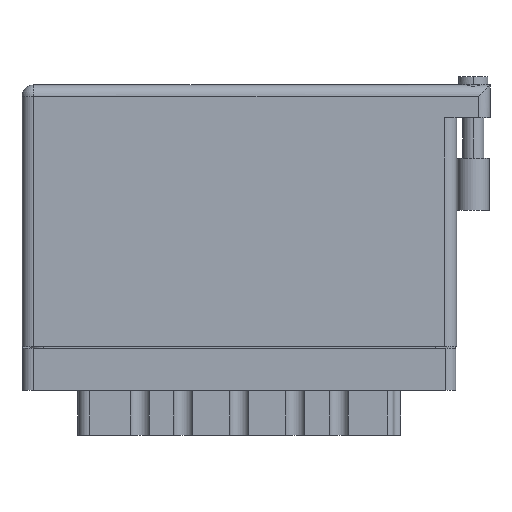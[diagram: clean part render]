
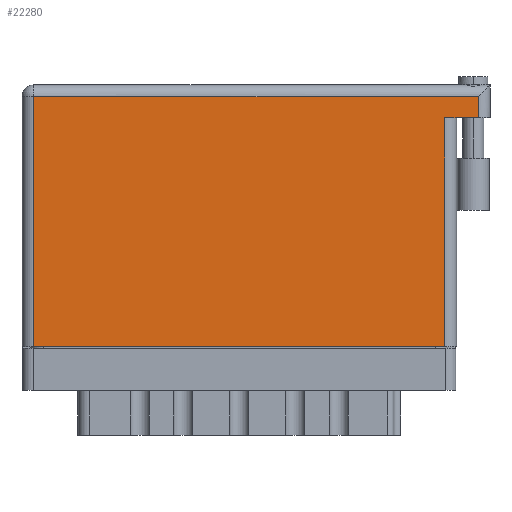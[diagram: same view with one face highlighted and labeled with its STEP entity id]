
A CAD part, front view. The second image highlights one B-rep face of the part: STEP entity #22280.
In plain terms, the highlighted face is planar.
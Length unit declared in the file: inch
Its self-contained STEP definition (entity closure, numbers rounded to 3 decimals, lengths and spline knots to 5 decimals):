
#449 = ORIENTED_EDGE ( 'NONE', *, *, #36797, .T. ) ;
#838 = CARTESIAN_POINT ( 'NONE',  ( 0., 0., 0. ) ) ;
#892 = VECTOR ( 'NONE', #19311, 39.37008 ) ;
#1027 = ORIENTED_EDGE ( 'NONE', *, *, #27500, .T. ) ;
#1669 = LINE ( 'NONE', #32261, #4740 ) ;
#2074 = CARTESIAN_POINT ( 'NONE',  ( 2.53, 0., 0. ) ) ;
#2172 = VERTEX_POINT ( 'NONE', #2074 ) ;
#2454 = ORIENTED_EDGE ( 'NONE', *, *, #15487, .F. ) ;
#3859 = CARTESIAN_POINT ( 'NONE',  ( 0., 1.496, 0. ) ) ;
#4555 = LINE ( 'NONE', #838, #36471 ) ;
#4740 = VECTOR ( 'NONE', #13370, 39.37008 ) ;
#6609 = CARTESIAN_POINT ( 'NONE',  ( 2.73, 1.369, 0. ) ) ;
#9721 = ORIENTED_EDGE ( 'NONE', *, *, #13185, .T. ) ;
#13185 = EDGE_CURVE ( 'NONE', #38672, #20447, #38471, .T. ) ;
#13370 = DIRECTION ( 'NONE',  ( 0., 1., 0. ) ) ;
#13378 = VECTOR ( 'NONE', #27575, 39.37008 ) ;
#14102 = CARTESIAN_POINT ( 'NONE',  ( 0.07, 0., 0. ) ) ;
#15487 = EDGE_CURVE ( 'NONE', #20140, #39706, #16139, .T. ) ;
#16139 = LINE ( 'NONE', #28306, #13378 ) ;
#16281 = ORIENTED_EDGE ( 'NONE', *, *, #33134, .T. ) ;
#16330 = CARTESIAN_POINT ( 'NONE',  ( 2.53, 1.369, 0. ) ) ;
#16846 = CARTESIAN_POINT ( 'NONE',  ( 2.53, 1.369, 0. ) ) ;
#16911 = VERTEX_POINT ( 'NONE', #40757 ) ;
#17723 = FACE_OUTER_BOUND ( 'NONE', #37100, .T. ) ;
#19311 = DIRECTION ( 'NONE',  ( -1., 0., 0. ) ) ;
#20140 = VERTEX_POINT ( 'NONE', #6609 ) ;
#20447 = VERTEX_POINT ( 'NONE', #21973 ) ;
#21810 = LINE ( 'NONE', #14102, #30862 ) ;
#21973 = CARTESIAN_POINT ( 'NONE',  ( 0.07, 1.496, 0. ) ) ;
#22280 = ADVANCED_FACE ( 'NONE', ( #17723 ), #48093, .F. ) ;
#27500 = EDGE_CURVE ( 'NONE', #20447, #16911, #21810, .T. ) ;
#27541 = DIRECTION ( 'NONE',  ( 0., 1., 0. ) ) ;
#27575 = DIRECTION ( 'NONE',  ( -1., 0., 0. ) ) ;
#28306 = CARTESIAN_POINT ( 'NONE',  ( 2.8, 1.369, 0. ) ) ;
#29153 = CARTESIAN_POINT ( 'NONE',  ( 0., 1.566, 0. ) ) ;
#30618 = DIRECTION ( 'NONE',  ( -1., 0., 0. ) ) ;
#30862 = VECTOR ( 'NONE', #44467, 39.37008 ) ;
#32261 = CARTESIAN_POINT ( 'NONE',  ( 2.73, 1.566, 0. ) ) ;
#32368 = VECTOR ( 'NONE', #27541, 39.37008 ) ;
#33134 = EDGE_CURVE ( 'NONE', #20140, #38672, #1669, .T. ) ;
#33636 = DIRECTION ( 'NONE',  ( 0., 0., -1. ) ) ;
#34636 = ORIENTED_EDGE ( 'NONE', *, *, #47988, .T. ) ;
#36471 = VECTOR ( 'NONE', #46408, 39.37008 ) ;
#36797 = EDGE_CURVE ( 'NONE', #2172, #39706, #38761, .T. ) ;
#37100 = EDGE_LOOP ( 'NONE', ( #34636, #449, #2454, #16281, #9721, #1027 ) ) ;
#38471 = LINE ( 'NONE', #3859, #892 ) ;
#38672 = VERTEX_POINT ( 'NONE', #40677 ) ;
#38761 = LINE ( 'NONE', #16846, #32368 ) ;
#39706 = VERTEX_POINT ( 'NONE', #16330 ) ;
#40677 = CARTESIAN_POINT ( 'NONE',  ( 2.73, 1.496, 0. ) ) ;
#40757 = CARTESIAN_POINT ( 'NONE',  ( 0.07, 0., 0. ) ) ;
#41919 = AXIS2_PLACEMENT_3D ( 'NONE', #29153, #33636, #30618 ) ;
#44467 = DIRECTION ( 'NONE',  ( 0., -1., 0. ) ) ;
#46408 = DIRECTION ( 'NONE',  ( 1., 0., 0. ) ) ;
#47988 = EDGE_CURVE ( 'NONE', #16911, #2172, #4555, .T. ) ;
#48093 = PLANE ( 'NONE',  #41919 ) ;
